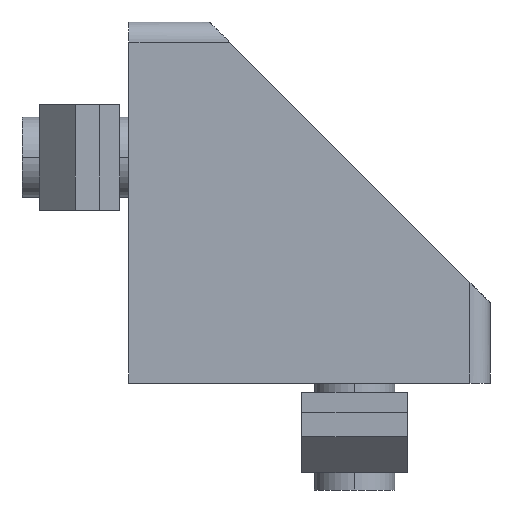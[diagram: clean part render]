
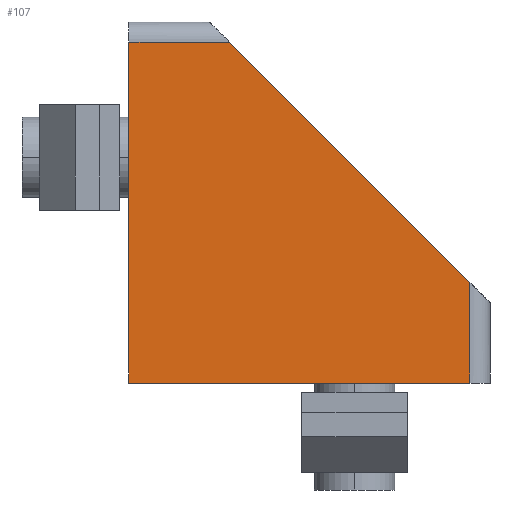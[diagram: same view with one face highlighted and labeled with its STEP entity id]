
A CAD part, left-side view. The second image highlights one B-rep face of the part: STEP entity #107.
In plain terms, the highlighted planar face has unit normal (-1, 0, 0).
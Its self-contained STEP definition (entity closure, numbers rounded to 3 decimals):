
#107=ADVANCED_FACE('1274',(#271),#272,.T.);
#271=FACE_OUTER_BOUND('',#499,.T.);
#272=PLANE('',#500);
#499=EDGE_LOOP('',(#758,#759,#760,#761,#762));
#500=AXIS2_PLACEMENT_3D('',#763,#764,#765);
#758=ORIENTED_EDGE('',*,*,#1350,.T.);
#759=ORIENTED_EDGE('',*,*,#1362,.T.);
#760=ORIENTED_EDGE('',*,*,#1363,.T.);
#761=ORIENTED_EDGE('',*,*,#1364,.T.);
#762=ORIENTED_EDGE('',*,*,#1360,.T.);
#763=CARTESIAN_POINT('',(-14.0,0.0,0.0));
#764=DIRECTION('',(-1.0,0.0,0.0));
#765=DIRECTION('',(0.0,-1.0,0.0));
#1350=EDGE_CURVE('8316',#1609,#1607,#1610,.T.);
#1360=EDGE_CURVE('8058',#1622,#1609,#1624,.T.);
#1362=EDGE_CURVE('8063',#1607,#1626,#1627,.T.);
#1363=EDGE_CURVE('8077',#1626,#1628,#1629,.T.);
#1364=EDGE_CURVE('8076',#1628,#1622,#1630,.T.);
#1607=VERTEX_POINT('',#1993);
#1609=VERTEX_POINT('',#2004);
#1610=LINE('',#2005,#2006);
#1622=VERTEX_POINT('',#2032);
#1624=LINE('',#2034,#2035);
#1626=VERTEX_POINT('',#2037);
#1627=LINE('',#2038,#2039);
#1628=VERTEX_POINT('',#2040);
#1629=LINE('',#2041,#2042);
#1630=LINE('',#2043,#2044);
#1993=CARTESIAN_POINT('',(-14.0,-7.5,25.5));
#2004=CARTESIAN_POINT('',(-14.0,-25.5,7.5));
#2005=CARTESIAN_POINT('',(-14.0,-25.5,7.5));
#2006=VECTOR('',#2474,25.456);
#2032=CARTESIAN_POINT('',(-14.0,-25.5,0.0));
#2034=CARTESIAN_POINT('',(-14.0,-25.5,0.0));
#2035=VECTOR('',#2483,7.5);
#2037=CARTESIAN_POINT('',(-14.0,0.0,25.5));
#2038=CARTESIAN_POINT('',(-14.0,-7.5,25.5));
#2039=VECTOR('',#2484,7.5);
#2040=CARTESIAN_POINT('',(-14.0,0.0,0.0));
#2041=CARTESIAN_POINT('',(-14.0,0.0,25.5));
#2042=VECTOR('',#2485,25.5);
#2043=CARTESIAN_POINT('',(-14.0,0.0,0.0));
#2044=VECTOR('',#2486,25.5);
#2474=DIRECTION('',(0.0,0.707,0.707));
#2483=DIRECTION('',(0.0,0.0,1.0));
#2484=DIRECTION('',(0.0,1.0,0.0));
#2485=DIRECTION('',(0.0,0.0,-1.0));
#2486=DIRECTION('',(0.0,-1.0,0.0));
